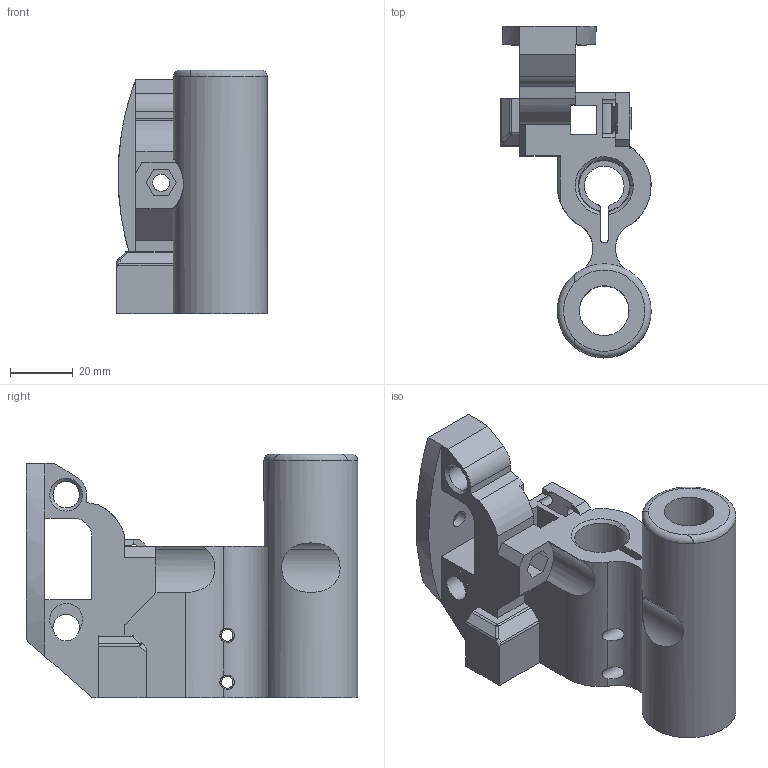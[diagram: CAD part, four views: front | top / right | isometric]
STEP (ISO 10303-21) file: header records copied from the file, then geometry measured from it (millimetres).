
FILE_DESCRIPTION(('FreeCAD Model'),'2;1');
FILE_NAME('X_end_idler_mini2_v2.8.step','2017-12-19T09:55:43',( 'Author'),(''),'Open CASCADE STEP processor 6.9','FreeCAD','Unknown' );
FILE_SCHEMA(('AUTOMOTIVE_DESIGN { 1 0 10303 214 1 1 1 1 }'));
Length unit declared in the file: millimetre
Products named in the file (1): Fillet003
Bounding box: 48.05 x 106.04 x 78 mm (x, y, z)
Volume: 106939.6 mm3; surface area: 35829.5 mm2
Topology: 1 solids, 1 shells, 197 faces, 605 edges, 409 vertices
Faces by surface type: plane 122, cylinder 56, cone 13, torus 2, bspline 2, sphere 2
Full cylindrical faces by diameter (mm): 3 x4, 3.7 x2, 4.5 x2, 4.6 x2, 5.5 x2, 8 x2, 8.5 x2, 10 x2, 15.9 x1, 30 x1
Entity records: 24954 total; most frequent: CARTESIAN_POINT 11718, DIRECTION 2068, LINE 1222, VECTOR 1222, ORIENTED_EDGE 1206, PCURVE 1206, DEFINITIONAL_REPRESENTATION 1206, EDGE_CURVE 603
